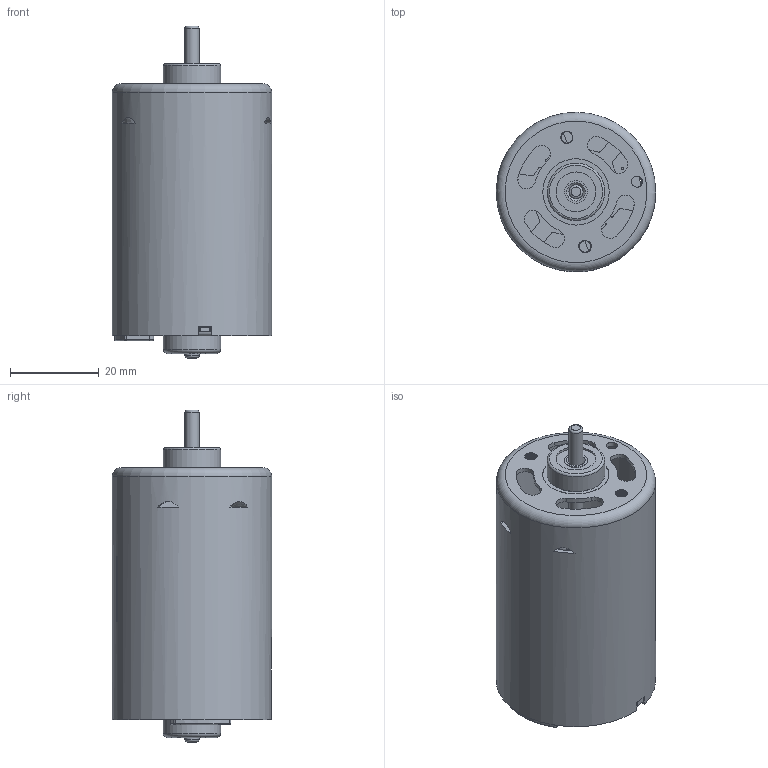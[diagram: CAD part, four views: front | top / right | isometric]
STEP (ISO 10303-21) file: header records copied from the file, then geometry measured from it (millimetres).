
FILE_DESCRIPTION(/* description */ ('Unknown'),/* implementation_level */ '2;1');
FILE_NAME(/* name */ 'BT3657',/* time_stamp */ '2022-10-07T17:25:34+02:00',/* author */ ('Unknown'),/* organization */ ('Unknown'),/* preprocessor_version */ 'ST-DEVELOPER v18.1',/* originating_system */ 'Solid Edge',/* authorisation */ 'Unknown');
FILE_SCHEMA (('AUTOMOTIVE_DESIGN {1 0 10303 214 3 1 1}'));
Length unit declared in the file: millimetre
Products named in the file (1): 3657 modifierad - Copy
Bounding box: 36 x 36 x 75 mm (x, y, z)
Volume: 11322.4 mm3; surface area: 24329 mm2
Topology: 33 solids, 33 shells, 922 faces, 2403 edges, 1575 vertices
Faces by surface type: plane 505, cylinder 325, torus 63, bspline 16, cone 13
Full cylindrical faces by diameter (mm): 1.75 x3, 2.5 x1, 3.17 x5, 3.5 x2, 5.2 x4, 6 x2, 8.2 x1, 9 x1, 10 x4, 11.8 x1, 12 x1, 12.04 x2, 12.55 x2, 13 x2, 15 x2, 29.4 x1, 34 x1, 36 x1
Entity records: 30342 total; most frequent: CARTESIAN_POINT 7443, DIRECTION 4668, ORIENTED_EDGE 4644, EDGE_CURVE 2322, AXIS2_PLACEMENT_3D 1613, VERTEX_POINT 1560, LINE 1442, VECTOR 1442
